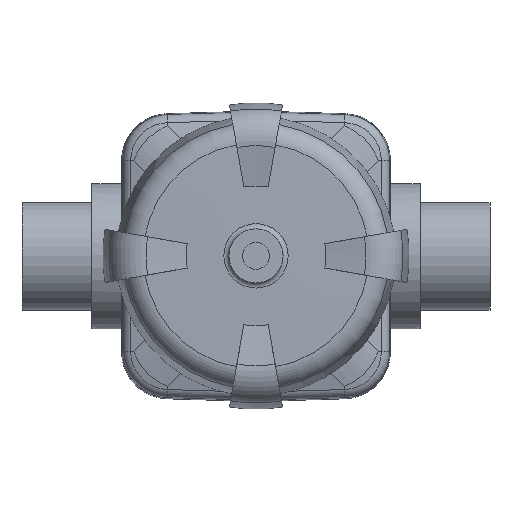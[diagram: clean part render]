
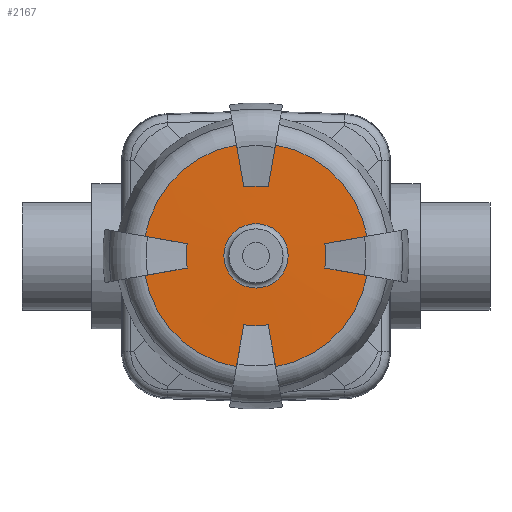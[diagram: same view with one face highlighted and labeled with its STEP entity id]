
A CAD part, top view. The second image highlights one B-rep face of the part: STEP entity #2167.
In plain terms, the highlighted conical face has half-angle 89 degrees and reference radius 26.931 mm.
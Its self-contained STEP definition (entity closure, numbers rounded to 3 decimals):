
#98=LINE($,#3508,#236);
#99=LINE($,#3512,#237);
#100=LINE($,#3516,#238);
#101=LINE($,#3520,#239);
#102=LINE($,#3524,#240);
#103=LINE($,#3528,#241);
#104=LINE($,#3532,#242);
#105=LINE($,#3536,#243);
#236=VECTOR($,#2646,15.9);
#237=VECTOR($,#2649,15.9);
#238=VECTOR($,#2652,15.9);
#239=VECTOR($,#2655,15.9);
#240=VECTOR($,#2658,15.9);
#241=VECTOR($,#2661,15.9);
#242=VECTOR($,#2664,15.9);
#243=VECTOR($,#2667,15.9);
#374=CONICAL_SURFACE($,#2322,26.932,89.);
#415=FACE_BOUND($,#734,.T.);
#434=CIRCLE($,#2317,11.965);
#438=CIRCLE($,#2323,41.898);
#439=CIRCLE($,#2324,26.);
#440=CIRCLE($,#2325,41.898);
#441=CIRCLE($,#2326,26.);
#442=CIRCLE($,#2327,41.898);
#443=CIRCLE($,#2328,26.);
#444=CIRCLE($,#2329,41.898);
#445=CIRCLE($,#2330,26.);
#591=FACE_OUTER_BOUND($,#733,.T.);
#733=EDGE_LOOP($,(#1488));
#734=EDGE_LOOP($,(#1489,#1490,#1491,#1492,#1493,#1494,#1495,#1496,#1497,
#1498,#1499,#1500,#1501,#1502,#1503,#1504));
#936=VERTEX_POINT($,#3496);
#940=VERTEX_POINT($,#3506);
#941=VERTEX_POINT($,#3507);
#942=VERTEX_POINT($,#3509);
#943=VERTEX_POINT($,#3511);
#944=VERTEX_POINT($,#3513);
#945=VERTEX_POINT($,#3515);
#946=VERTEX_POINT($,#3517);
#947=VERTEX_POINT($,#3519);
#948=VERTEX_POINT($,#3521);
#949=VERTEX_POINT($,#3523);
#950=VERTEX_POINT($,#3525);
#951=VERTEX_POINT($,#3527);
#952=VERTEX_POINT($,#3529);
#953=VERTEX_POINT($,#3531);
#954=VERTEX_POINT($,#3533);
#955=VERTEX_POINT($,#3535);
#1153=EDGE_CURVE($,#936,#936,#434,.T.);
#1157=EDGE_CURVE($,#940,#941,#98,.T.);
#1158=EDGE_CURVE($,#942,#941,#438,.T.);
#1159=EDGE_CURVE($,#942,#943,#99,.T.);
#1160=EDGE_CURVE($,#943,#944,#439,.T.);
#1161=EDGE_CURVE($,#944,#945,#100,.T.);
#1162=EDGE_CURVE($,#946,#945,#440,.T.);
#1163=EDGE_CURVE($,#946,#947,#101,.T.);
#1164=EDGE_CURVE($,#947,#948,#441,.T.);
#1165=EDGE_CURVE($,#948,#949,#102,.T.);
#1166=EDGE_CURVE($,#950,#949,#442,.T.);
#1167=EDGE_CURVE($,#950,#951,#103,.T.);
#1168=EDGE_CURVE($,#951,#952,#443,.T.);
#1169=EDGE_CURVE($,#952,#953,#104,.T.);
#1170=EDGE_CURVE($,#954,#953,#444,.T.);
#1171=EDGE_CURVE($,#954,#955,#105,.T.);
#1172=EDGE_CURVE($,#955,#940,#445,.T.);
#1488=ORIENTED_EDGE($,*,*,#1153,.T.);
#1489=ORIENTED_EDGE($,*,*,#1157,.T.);
#1490=ORIENTED_EDGE($,*,*,#1158,.F.);
#1491=ORIENTED_EDGE($,*,*,#1159,.T.);
#1492=ORIENTED_EDGE($,*,*,#1160,.T.);
#1493=ORIENTED_EDGE($,*,*,#1161,.T.);
#1494=ORIENTED_EDGE($,*,*,#1162,.F.);
#1495=ORIENTED_EDGE($,*,*,#1163,.T.);
#1496=ORIENTED_EDGE($,*,*,#1164,.T.);
#1497=ORIENTED_EDGE($,*,*,#1165,.T.);
#1498=ORIENTED_EDGE($,*,*,#1166,.F.);
#1499=ORIENTED_EDGE($,*,*,#1167,.T.);
#1500=ORIENTED_EDGE($,*,*,#1168,.T.);
#1501=ORIENTED_EDGE($,*,*,#1169,.T.);
#1502=ORIENTED_EDGE($,*,*,#1170,.F.);
#1503=ORIENTED_EDGE($,*,*,#1171,.T.);
#1504=ORIENTED_EDGE($,*,*,#1172,.T.);
#2167=ADVANCED_FACE($,(#591,#415),#374,.T.);
#2317=AXIS2_PLACEMENT_3D($,#3497,#2634,#2635);
#2322=AXIS2_PLACEMENT_3D($,#3505,#2644,#2645);
#2323=AXIS2_PLACEMENT_3D($,#3510,#2647,#2648);
#2324=AXIS2_PLACEMENT_3D($,#3514,#2650,#2651);
#2325=AXIS2_PLACEMENT_3D($,#3518,#2653,#2654);
#2326=AXIS2_PLACEMENT_3D($,#3522,#2656,#2657);
#2327=AXIS2_PLACEMENT_3D($,#3526,#2659,#2660);
#2328=AXIS2_PLACEMENT_3D($,#3530,#2662,#2663);
#2329=AXIS2_PLACEMENT_3D($,#3534,#2665,#2666);
#2330=AXIS2_PLACEMENT_3D($,#3537,#2668,#2669);
#2634=DIRECTION('center_axis',(0.,0.,-1.));
#2635=DIRECTION('ref_axis',(0.985,0.174,0.));
#2644=DIRECTION('center_axis',(0.,0.,-1.));
#2645=DIRECTION('ref_axis',(0.985,0.174,0.));
#2646=DIRECTION($,(-0.985,-0.174,-0.017));
#2647=DIRECTION('center_axis',(0.,0.,-1.));
#2648=DIRECTION('ref_axis',(0.985,0.174,0.));
#2649=DIRECTION($,(0.174,0.985,0.017));
#2650=DIRECTION('center_axis',(0.,0.,1.));
#2651=DIRECTION('ref_axis',(0.174,-0.985,0.));
#2652=DIRECTION($,(0.174,-0.985,-0.017));
#2653=DIRECTION('center_axis',(0.,0.,-1.));
#2654=DIRECTION('ref_axis',(0.985,0.174,0.));
#2655=DIRECTION($,(-0.985,0.174,0.017));
#2656=DIRECTION('center_axis',(0.,0.,1.));
#2657=DIRECTION('ref_axis',(0.985,0.174,0.));
#2658=DIRECTION($,(0.985,0.174,-0.017));
#2659=DIRECTION('center_axis',(0.,0.,-1.));
#2660=DIRECTION('ref_axis',(0.985,0.174,0.));
#2661=DIRECTION($,(-0.174,-0.985,0.017));
#2662=DIRECTION('center_axis',(0.,0.,1.));
#2663=DIRECTION('ref_axis',(-0.174,0.985,0.));
#2664=DIRECTION($,(-0.174,0.985,-0.017));
#2665=DIRECTION('center_axis',(0.,0.,-1.));
#2666=DIRECTION('ref_axis',(0.985,0.174,0.));
#2667=DIRECTION($,(0.985,-0.174,0.017));
#2668=DIRECTION('center_axis',(0.,0.,1.));
#2669=DIRECTION('ref_axis',(-0.985,-0.174,0.));
#3496=CARTESIAN_POINT('',(-11.783,-2.078,114.466));
#3497=CARTESIAN_POINT('Origin',(0.,0.,114.466));
#3505=CARTESIAN_POINT('Origin',(0.,0.,114.204));
#3506=CARTESIAN_POINT('',(-25.605,-4.515,114.221));
#3507=CARTESIAN_POINT('',(-41.261,-7.275,113.943));
#3508=CARTESIAN_POINT($,(-25.605,-4.515,114.221));
#3509=CARTESIAN_POINT('',(-7.275,-41.261,113.943));
#3510=CARTESIAN_POINT('Origin',(0.,0.,113.943));
#3511=CARTESIAN_POINT('',(-4.515,-25.605,114.221));
#3512=CARTESIAN_POINT($,(-7.275,-41.261,113.943));
#3513=CARTESIAN_POINT('',(4.515,-25.605,114.221));
#3514=CARTESIAN_POINT('Origin',(0.,0.,114.221));
#3515=CARTESIAN_POINT('',(7.275,-41.261,113.943));
#3516=CARTESIAN_POINT($,(4.515,-25.605,114.221));
#3517=CARTESIAN_POINT('',(41.261,-7.275,113.943));
#3518=CARTESIAN_POINT('Origin',(0.,0.,113.943));
#3519=CARTESIAN_POINT('',(25.605,-4.515,114.221));
#3520=CARTESIAN_POINT($,(41.261,-7.275,113.943));
#3521=CARTESIAN_POINT('',(25.605,4.515,114.221));
#3522=CARTESIAN_POINT('Origin',(0.,0.,114.221));
#3523=CARTESIAN_POINT('',(41.261,7.275,113.943));
#3524=CARTESIAN_POINT($,(25.605,4.515,114.221));
#3525=CARTESIAN_POINT('',(7.275,41.261,113.943));
#3526=CARTESIAN_POINT('Origin',(0.,0.,113.943));
#3527=CARTESIAN_POINT('',(4.515,25.605,114.221));
#3528=CARTESIAN_POINT($,(7.275,41.261,113.943));
#3529=CARTESIAN_POINT('',(-4.515,25.605,114.221));
#3530=CARTESIAN_POINT('Origin',(0.,0.,114.221));
#3531=CARTESIAN_POINT('',(-7.275,41.261,113.943));
#3532=CARTESIAN_POINT($,(-4.515,25.605,114.221));
#3533=CARTESIAN_POINT('',(-41.261,7.275,113.943));
#3534=CARTESIAN_POINT('Origin',(0.,0.,113.943));
#3535=CARTESIAN_POINT('',(-25.605,4.515,114.221));
#3536=CARTESIAN_POINT($,(-41.261,7.275,113.943));
#3537=CARTESIAN_POINT('Origin',(0.,0.,114.221));
